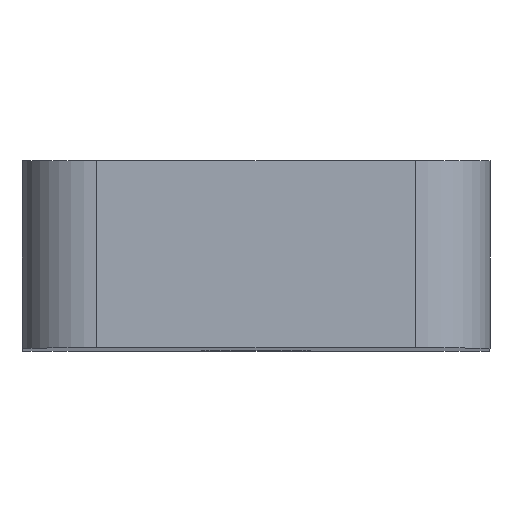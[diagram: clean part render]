
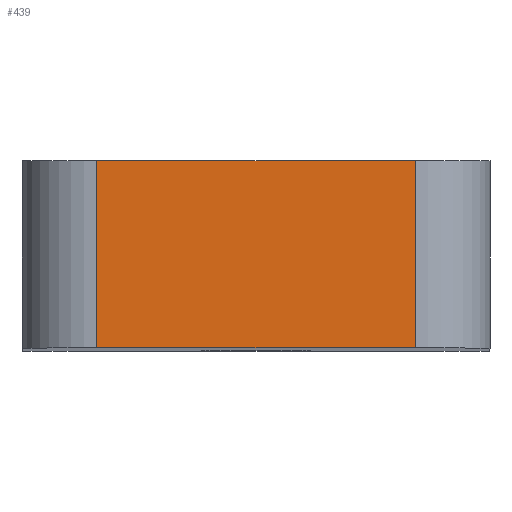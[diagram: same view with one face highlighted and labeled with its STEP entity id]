
A CAD part, top view. The second image highlights one B-rep face of the part: STEP entity #439.
In plain terms, the highlighted planar face has unit normal (0, 0, 1).
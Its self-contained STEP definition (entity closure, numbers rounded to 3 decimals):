
#8 = VERTEX_POINT ( 'NONE', #407 ) ;
#16 = DIRECTION ( 'NONE',  ( 1., 0., 0. ) ) ;
#23 = CARTESIAN_POINT ( 'NONE',  ( 4., 0., 0. ) ) ;
#29 = LINE ( 'NONE', #249, #189 ) ;
#33 = CARTESIAN_POINT ( 'NONE',  ( 0., 0., 0. ) ) ;
#38 = ORIENTED_EDGE ( 'NONE', *, *, #41, .T. ) ;
#41 = EDGE_CURVE ( 'NONE', #408, #8, #221, .T. ) ;
#50 = AXIS2_PLACEMENT_3D ( 'NONE', #440, #398, #284 ) ;
#69 = DIRECTION ( 'NONE',  ( 1., 0., 0. ) ) ;
#145 = ORIENTED_EDGE ( 'NONE', *, *, #438, .T. ) ;
#152 = VERTEX_POINT ( 'NONE', #454 ) ;
#153 = CARTESIAN_POINT ( 'NONE',  ( 0., 10., 0. ) ) ;
#179 = VECTOR ( 'NONE', #16, 1000. ) ;
#181 = VECTOR ( 'NONE', #69, 1000. ) ;
#189 = VECTOR ( 'NONE', #317, 1000. ) ;
#203 = DIRECTION ( 'NONE',  ( 0., -1., 0. ) ) ;
#210 = PLANE ( 'NONE',  #50 ) ;
#217 = EDGE_LOOP ( 'NONE', ( #38, #145, #247, #400 ) ) ;
#221 = LINE ( 'NONE', #33, #181 ) ;
#247 = ORIENTED_EDGE ( 'NONE', *, *, #341, .F. ) ;
#249 = CARTESIAN_POINT ( 'NONE',  ( 21., 10., 0. ) ) ;
#284 = DIRECTION ( 'NONE',  ( -1., 0., 0. ) ) ;
#289 = VERTEX_POINT ( 'NONE', #387 ) ;
#317 = DIRECTION ( 'NONE',  ( 0., 1., 0. ) ) ;
#325 = FACE_OUTER_BOUND ( 'NONE', #217, .T. ) ;
#341 = EDGE_CURVE ( 'NONE', #289, #152, #424, .T. ) ;
#347 = VECTOR ( 'NONE', #203, 1000. ) ;
#359 = EDGE_CURVE ( 'NONE', #289, #408, #489, .T. ) ;
#387 = CARTESIAN_POINT ( 'NONE',  ( 4., 10., 0. ) ) ;
#398 = DIRECTION ( 'NONE',  ( 0., 0., -1. ) ) ;
#400 = ORIENTED_EDGE ( 'NONE', *, *, #359, .T. ) ;
#407 = CARTESIAN_POINT ( 'NONE',  ( 21., 0., 0. ) ) ;
#408 = VERTEX_POINT ( 'NONE', #23 ) ;
#424 = LINE ( 'NONE', #153, #179 ) ;
#433 = CARTESIAN_POINT ( 'NONE',  ( 4., 10., 0. ) ) ;
#438 = EDGE_CURVE ( 'NONE', #8, #152, #29, .T. ) ;
#439 = ADVANCED_FACE ( 'NONE', ( #325 ), #210, .F. ) ;
#440 = CARTESIAN_POINT ( 'NONE',  ( 0., 10., 0. ) ) ;
#454 = CARTESIAN_POINT ( 'NONE',  ( 21., 10., 0. ) ) ;
#489 = LINE ( 'NONE', #433, #347 ) ;
